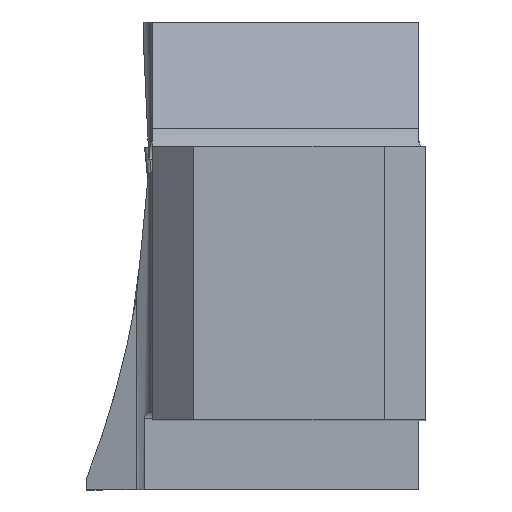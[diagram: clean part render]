
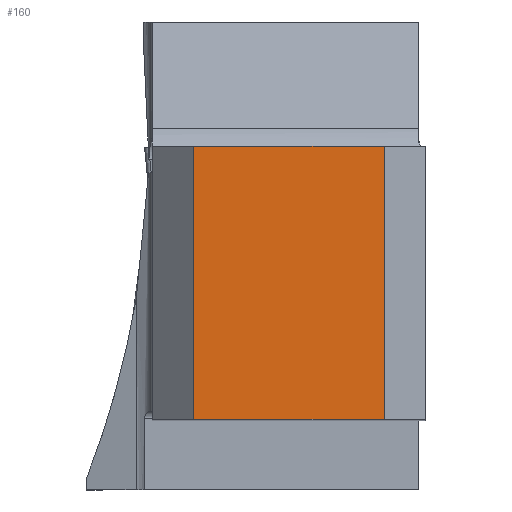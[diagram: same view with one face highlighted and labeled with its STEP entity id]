
A CAD part, top view. The second image highlights one B-rep face of the part: STEP entity #160.
In plain terms, the highlighted planar face has unit normal (0, 0, 1).
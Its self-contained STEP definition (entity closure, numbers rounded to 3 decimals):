
#160=ADVANCED_FACE('CU_BACK_SU1',(#293),#230,.F.);
#230=PLANE('',#1709);
#293=FACE_OUTER_BOUND('',#370,.T.);
#370=EDGE_LOOP('',(#622,#623,#624,#625));
#622=ORIENTED_EDGE('',*,*,#1169,.F.);
#623=ORIENTED_EDGE('',*,*,#1167,.T.);
#624=ORIENTED_EDGE('',*,*,#1170,.T.);
#625=ORIENTED_EDGE('',*,*,#1131,.F.);
#973=VERTEX_POINT('',#2385);
#974=VERTEX_POINT('',#2387);
#994=VERTEX_POINT('',#2483);
#995=VERTEX_POINT('',#2485);
#1131=EDGE_CURVE('',#973,#974,#1321,.T.);
#1167=EDGE_CURVE('',#995,#994,#1348,.T.);
#1169=EDGE_CURVE('',#995,#973,#1350,.T.);
#1170=EDGE_CURVE('',#994,#974,#1351,.T.);
#1321=LINE('',#2386,#1477);
#1348=LINE('',#2484,#1504);
#1350=LINE('',#2488,#1506);
#1351=LINE('',#2489,#1507);
#1477=VECTOR('',#1899,1.);
#1504=VECTOR('',#1960,1.);
#1506=VECTOR('',#1964,1.);
#1507=VECTOR('',#1965,1.);
#1709=AXIS2_PLACEMENT_3D('',#2490,#1966,#1967);
#1899=DIRECTION('',(1.,0.,0.));
#1960=DIRECTION('',(1.,0.,0.));
#1964=DIRECTION('',(0.,1.,0.));
#1965=DIRECTION('',(0.,1.,0.));
#1966=DIRECTION('',(0.,0.,-1.));
#1967=DIRECTION('',(-1.,0.,0.));
#2385=CARTESIAN_POINT('',(-16.925,19.925,0.));
#2386=CARTESIAN_POINT('',(-110.,19.925,0.));
#2387=CARTESIAN_POINT('',(-3.,19.925,0.));
#2483=CARTESIAN_POINT('',(-3.,0.,0.));
#2484=CARTESIAN_POINT('',(-110.,0.,0.));
#2485=CARTESIAN_POINT('',(-16.925,0.,0.));
#2488=CARTESIAN_POINT('',(-16.925,0.,0.));
#2489=CARTESIAN_POINT('',(-3.,0.,0.));
#2490=CARTESIAN_POINT('',(22.996,39.925,0.));
